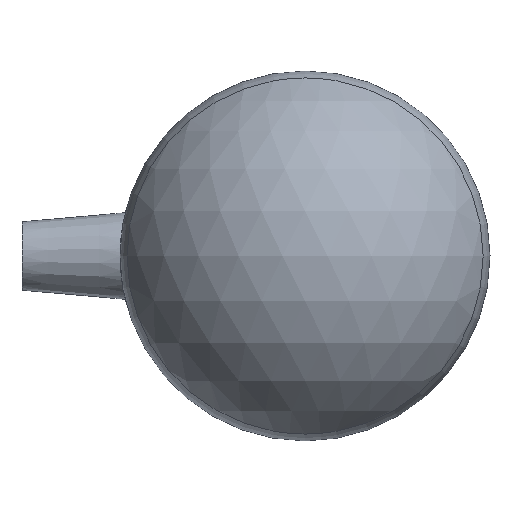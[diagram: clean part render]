
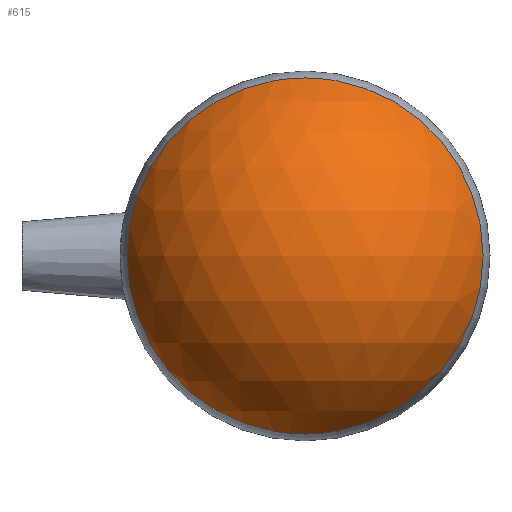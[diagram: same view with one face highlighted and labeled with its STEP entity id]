
A CAD part, left-side view. The second image highlights one B-rep face of the part: STEP entity #615.
In plain terms, the highlighted spherical face has radius 42.44 mm.
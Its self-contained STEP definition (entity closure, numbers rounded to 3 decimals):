
#58=SPHERICAL_SURFACE('',#707,42.44);
#153=FACE_OUTER_BOUND('',#221,.T.);
#221=EDGE_LOOP('',(#546));
#264=CIRCLE('',#701,39.001);
#319=VERTEX_POINT('',#1198);
#394=EDGE_CURVE('',#319,#319,#264,.T.);
#546=ORIENTED_EDGE('',*,*,#394,.F.);
#615=ADVANCED_FACE('',(#153),#58,.T.);
#701=AXIS2_PLACEMENT_3D('',#1199,#896,#897);
#707=AXIS2_PLACEMENT_3D('',#1207,#908,#909);
#896=DIRECTION('center_axis',(1.,0.,0.));
#897=DIRECTION('ref_axis',(0.,0.,-1.));
#908=DIRECTION('center_axis',(0.,0.,1.));
#909=DIRECTION('ref_axis',(1.,0.,0.));
#1198=CARTESIAN_POINT('',(-69.295,39.001,0.));
#1199=CARTESIAN_POINT('Origin',(-69.295,0.,
0.));
#1207=CARTESIAN_POINT('Origin',(-52.56,0.,
0.));
